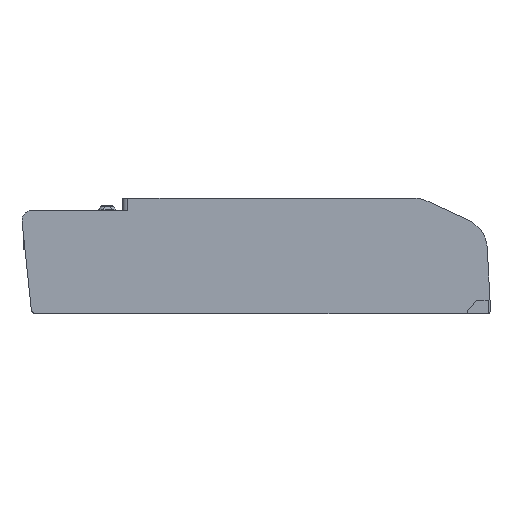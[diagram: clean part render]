
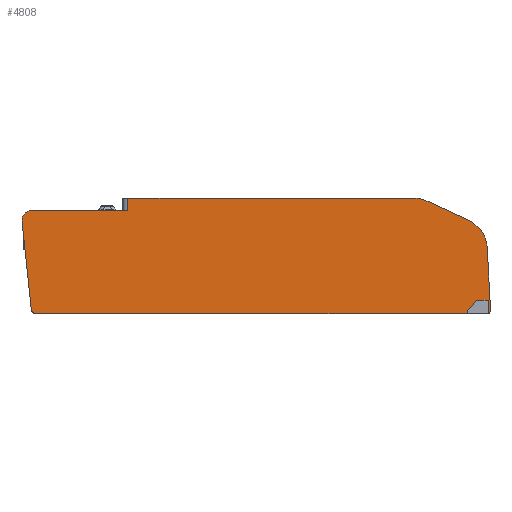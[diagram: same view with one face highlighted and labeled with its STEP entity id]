
A CAD part, left-side view. The second image highlights one B-rep face of the part: STEP entity #4808.
In plain terms, the highlighted planar face has unit normal (-1, 0, 0).
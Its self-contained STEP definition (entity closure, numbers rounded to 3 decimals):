
#2110=CARTESIAN_POINT('',(0.95,0.25,0.25));
#2111=DIRECTION('',(-1.,0.,0.));
#2112=DIRECTION('',(0.,-0.2,-0.98));
#2113=AXIS2_PLACEMENT_3D('',#2110,#2111,#2112);
#2141=DIRECTION('',(0.,0.,-1.));
#2142=VECTOR('',#2141,1.495);
#2143=CARTESIAN_POINT('',(0.95,0.2,1.5));
#2144=LINE('',#2143,#2142);
#2161=DIRECTION('',(0.,0.052,0.999));
#2162=VECTOR('',#2161,5.908);
#2163=CARTESIAN_POINT('',(0.95,0.,1.5));
#2164=LINE('',#2163,#2162);
#2165=DIRECTION('',(0.,-1.,0.));
#2166=VECTOR('',#2165,1.3);
#2167=CARTESIAN_POINT('',(0.95,1.5,1.5));
#2168=LINE('',#2167,#2166);
#2169=DIRECTION('',(0.,0.643,-0.766));
#2170=VECTOR('',#2169,1.632);
#2171=CARTESIAN_POINT('',(0.95,1.5,1.5));
#2172=LINE('',#2171,#2170);
#2173=DIRECTION('',(0.,0.,1.));
#2174=VECTOR('',#2173,0.25);
#2175=CARTESIAN_POINT('',(0.95,2.55,0.));
#2176=LINE('',#2175,#2174);
#2177=DIRECTION('',(0.,1.,0.));
#2178=VECTOR('',#2177,48.067);
#2179=CARTESIAN_POINT('',(0.95,2.55,0.));
#2180=LINE('',#2179,#2178);
#2181=CARTESIAN_POINT('',(0.95,50.617,0.5));
#2182=DIRECTION('',(-1.,0.,0.));
#2183=DIRECTION('',(0.,0.995,-0.105));
#2184=AXIS2_PLACEMENT_3D('',#2181,#2182,#2183);
#2186=DIRECTION('',(0.,-0.105,-0.995));
#2187=VECTOR('',#2186,9.907);
#2188=CARTESIAN_POINT('',(0.95,52.15,10.3));
#2189=LINE('',#2188,#2187);
#2190=DIRECTION('',(0.,0.,1.));
#2191=VECTOR('',#2190,0.18);
#2192=CARTESIAN_POINT('',(0.95,52.15,10.3));
#2193=LINE('',#2192,#2191);
#2194=CARTESIAN_POINT('',(0.95,51.15,10.48));
#2195=DIRECTION('',(-1.,0.,0.));
#2196=DIRECTION('',(0.,0.,1.));
#2197=AXIS2_PLACEMENT_3D('',#2194,#2195,#2196);
#2199=DIRECTION('',(0.,0.,-1.));
#2200=VECTOR('',#2199,1.42);
#2201=CARTESIAN_POINT('',(0.95,40.35,12.9));
#2202=LINE('',#2201,#2200);
#2203=DIRECTION('',(0.,1.,0.));
#2204=VECTOR('',#2203,31.753);
#2205=CARTESIAN_POINT('',(0.95,8.597,12.9));
#2206=LINE('',#2205,#2204);
#2207=CARTESIAN_POINT('',(0.95,8.597,8.9));
#2208=DIRECTION('',(-1.,0.,0.));
#2209=DIRECTION('',(0.,-0.423,0.906));
#2210=AXIS2_PLACEMENT_3D('',#2207,#2208,#2209);
#2212=DIRECTION('',(0.,0.906,0.423));
#2213=VECTOR('',#2212,5.055);
#2214=CARTESIAN_POINT('',(0.95,2.325,10.389));
#2215=LINE('',#2214,#2213);
#2216=CARTESIAN_POINT('',(0.95,3.804,7.217));
#2217=DIRECTION('',(-1.,0.,0.));
#2218=DIRECTION('',(0.,-0.999,0.052));
#2219=AXIS2_PLACEMENT_3D('',#2216,#2217,#2218);
#2233=DIRECTION('',(0.,0.,1.));
#2234=VECTOR('',#2233,1.25);
#2235=CARTESIAN_POINT('',(0.95,0.,0.25));
#2236=LINE('',#2235,#2234);
#2709=DIRECTION('',(0.,1.,0.));
#2710=VECTOR('',#2709,10.8);
#2711=CARTESIAN_POINT('',(0.95,40.35,11.48));
#2712=LINE('',#2711,#2710);
#3843=CARTESIAN_POINT('',(0.95,1.5,1.5));
#3844=CARTESIAN_POINT('',(0.95,2.55,0.25));
#3845=VERTEX_POINT('',#3843);
#3846=VERTEX_POINT('',#3844);
#3847=CARTESIAN_POINT('',(0.95,2.55,0.));
#3849=VERTEX_POINT('',#3847);
#3852=CARTESIAN_POINT('',(0.95,52.15,10.3));
#3854=VERTEX_POINT('',#3852);
#3875=CARTESIAN_POINT('',(0.95,6.907,12.525));
#3876=VERTEX_POINT('',#3875);
#3877=CARTESIAN_POINT('',(0.95,8.597,12.9));
#3878=VERTEX_POINT('',#3877);
#3883=CARTESIAN_POINT('',(0.95,0.309,7.4));
#3884=VERTEX_POINT('',#3883);
#3885=CARTESIAN_POINT('',(0.95,2.325,10.389));
#3886=VERTEX_POINT('',#3885);
#3891=CARTESIAN_POINT('',(0.95,51.15,11.48));
#3892=VERTEX_POINT('',#3891);
#3893=CARTESIAN_POINT('',(0.95,52.15,10.48));
#3894=VERTEX_POINT('',#3893);
#4198=CARTESIAN_POINT('',(0.95,40.35,12.9));
#4199=VERTEX_POINT('',#4198);
#4200=CARTESIAN_POINT('',(0.95,40.35,11.48));
#4201=VERTEX_POINT('',#4200);
#4222=CARTESIAN_POINT('',(0.95,51.114,0.448));
#4223=VERTEX_POINT('',#4222);
#4224=CARTESIAN_POINT('',(0.95,50.617,0.));
#4225=VERTEX_POINT('',#4224);
#4238=CARTESIAN_POINT('',(0.95,0.,0.25));
#4239=CARTESIAN_POINT('',(0.95,0.,1.5));
#4240=VERTEX_POINT('',#4238);
#4241=VERTEX_POINT('',#4239);
#4244=CARTESIAN_POINT('',(0.95,0.2,1.5));
#4245=VERTEX_POINT('',#4244);
#4248=CARTESIAN_POINT('',(0.95,0.2,0.005));
#4249=VERTEX_POINT('',#4248);
#4773=CARTESIAN_POINT('',(0.95,26.15,6.45));
#4774=DIRECTION('',(-1.,0.,0.));
#4775=DIRECTION('',(0.,-1.,0.));
#4776=AXIS2_PLACEMENT_3D('',#4773,#4774,#4775);
#4777=PLANE('',#4776);
#4779=ORIENTED_EDGE('',*,*,#4778,.F.);
#4781=ORIENTED_EDGE('',*,*,#4780,.F.);
#4782=ORIENTED_EDGE('',*,*,#4692,.F.);
#4783=ORIENTED_EDGE('',*,*,#4726,.F.);
#4784=ORIENTED_EDGE('',*,*,#4741,.F.);
#4785=ORIENTED_EDGE('',*,*,#4754,.T.);
#4786=ORIENTED_EDGE('',*,*,#4766,.F.);
#4787=ORIENTED_EDGE('',*,*,#4371,.T.);
#4788=ORIENTED_EDGE('',*,*,#4421,.F.);
#4789=ORIENTED_EDGE('',*,*,#4504,.F.);
#4791=ORIENTED_EDGE('',*,*,#4790,.T.);
#4793=ORIENTED_EDGE('',*,*,#4792,.F.);
#4795=ORIENTED_EDGE('',*,*,#4794,.F.);
#4797=ORIENTED_EDGE('',*,*,#4796,.F.);
#4799=ORIENTED_EDGE('',*,*,#4798,.F.);
#4801=ORIENTED_EDGE('',*,*,#4800,.F.);
#4803=ORIENTED_EDGE('',*,*,#4802,.F.);
#4805=ORIENTED_EDGE('',*,*,#4804,.F.);
#4806=EDGE_LOOP('',(#4779,#4781,#4782,#4783,#4784,#4785,#4786,#4787,#4788,#4789,
#4791,#4793,#4795,#4797,#4799,#4801,#4803,#4805));
#4807=FACE_OUTER_BOUND('',#4806,.F.);
#4808=ADVANCED_FACE('',(#4807),#4777,.T.);
#2114=CIRCLE('',#2113,0.25);
#2185=CIRCLE('',#2184,0.5);
#2198=CIRCLE('',#2197,1.);
#2211=CIRCLE('',#2210,4.);
#2220=CIRCLE('',#2219,3.5);
#4371=EDGE_CURVE('',#3849,#4225,#2180,.T.);
#4421=EDGE_CURVE('',#4223,#4225,#2185,.T.);
#4504=EDGE_CURVE('',#3854,#4223,#2189,.T.);
#4692=EDGE_CURVE('',#4249,#4240,#2114,.T.);
#4726=EDGE_CURVE('',#4245,#4249,#2144,.T.);
#4741=EDGE_CURVE('',#3845,#4245,#2168,.T.);
#4754=EDGE_CURVE('',#3845,#3846,#2172,.T.);
#4766=EDGE_CURVE('',#3849,#3846,#2176,.T.);
#4778=EDGE_CURVE('',#4241,#3884,#2164,.T.);
#4780=EDGE_CURVE('',#4240,#4241,#2236,.T.);
#4790=EDGE_CURVE('',#3854,#3894,#2193,.T.);
#4792=EDGE_CURVE('',#3892,#3894,#2198,.T.);
#4794=EDGE_CURVE('',#4201,#3892,#2712,.T.);
#4796=EDGE_CURVE('',#4199,#4201,#2202,.T.);
#4798=EDGE_CURVE('',#3878,#4199,#2206,.T.);
#4800=EDGE_CURVE('',#3876,#3878,#2211,.T.);
#4802=EDGE_CURVE('',#3886,#3876,#2215,.T.);
#4804=EDGE_CURVE('',#3884,#3886,#2220,.T.);
